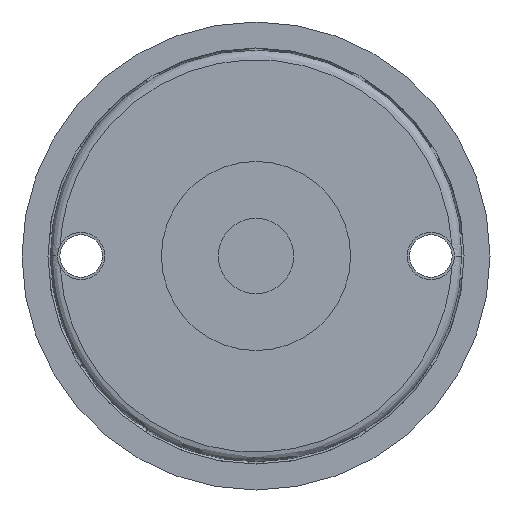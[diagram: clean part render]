
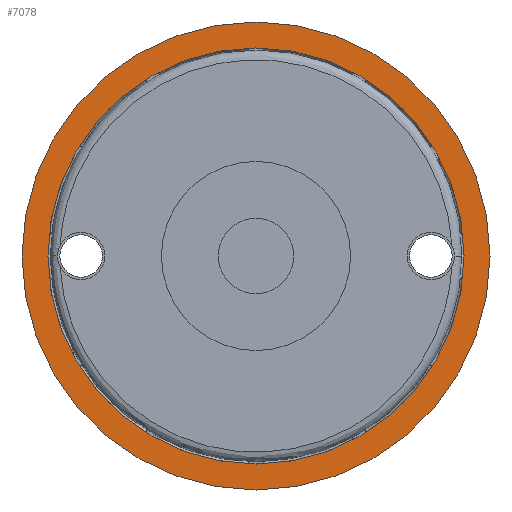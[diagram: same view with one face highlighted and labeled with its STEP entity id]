
A CAD part, front view. The second image highlights one B-rep face of the part: STEP entity #7078.
In plain terms, the highlighted planar face has unit normal (0, -1, 0).
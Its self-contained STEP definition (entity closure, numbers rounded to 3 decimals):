
#768 = CIRCLE ( 'NONE', #3714, 44. ) ;
#1141 = CARTESIAN_POINT ( 'NONE',  ( 0., 0., 0. ) ) ;
#1990 = EDGE_CURVE ( 'NONE', #5378, #13096, #768, .T. ) ;
#2139 = AXIS2_PLACEMENT_3D ( 'NONE', #2730, #10171, #3821 ) ;
#2251 = EDGE_CURVE ( 'NONE', #13096, #5378, #11202, .T. ) ;
#2468 = VERTEX_POINT ( 'NONE', #4524 ) ;
#2690 = CARTESIAN_POINT ( 'NONE',  ( 0., 0., 0. ) ) ;
#2730 = CARTESIAN_POINT ( 'NONE',  ( -44., 0., 0. ) ) ;
#3047 = CARTESIAN_POINT ( 'NONE',  ( 44., 0., 0. ) ) ;
#3125 = AXIS2_PLACEMENT_3D ( 'NONE', #12226, #5996, #13287 ) ;
#3666 = EDGE_LOOP ( 'NONE', ( #12471, #6456 ) ) ;
#3712 = CIRCLE ( 'NONE', #10493, 49.5 ) ;
#3714 = AXIS2_PLACEMENT_3D ( 'NONE', #1141, #12815, #5576 ) ;
#3773 = DIRECTION ( 'NONE',  ( 1., 0., 0. ) ) ;
#3821 = DIRECTION ( 'NONE',  ( 1., 0., 0. ) ) ;
#4524 = CARTESIAN_POINT ( 'NONE',  ( 49.5, 0., 0. ) ) ;
#4883 = PLANE ( 'NONE',  #2139 ) ;
#5378 = VERTEX_POINT ( 'NONE', #8674 ) ;
#5382 = DIRECTION ( 'NONE',  ( -1., 0., 0. ) ) ;
#5576 = DIRECTION ( 'NONE',  ( -1., 0., 0. ) ) ;
#5996 = DIRECTION ( 'NONE',  ( 0., 1., 0. ) ) ;
#6105 = CARTESIAN_POINT ( 'NONE',  ( -49.5, 0., 0. ) ) ;
#6394 = DIRECTION ( 'NONE',  ( 0., 1., 0. ) ) ;
#6447 = CARTESIAN_POINT ( 'NONE',  ( 0., 0., 0. ) ) ;
#6456 = ORIENTED_EDGE ( 'NONE', *, *, #10005, .F. ) ;
#6505 = VERTEX_POINT ( 'NONE', #6105 ) ;
#7078 = ADVANCED_FACE ( 'NONE', ( #12134, #11806 ), #4883, .T. ) ;
#8674 = CARTESIAN_POINT ( 'NONE',  ( -44., 0., 0. ) ) ;
#10005 = EDGE_CURVE ( 'NONE', #6505, #2468, #12329, .T. ) ;
#10115 = DIRECTION ( 'NONE',  ( 0., 1., 0. ) ) ;
#10171 = DIRECTION ( 'NONE',  ( 0., -1., 0. ) ) ;
#10493 = AXIS2_PLACEMENT_3D ( 'NONE', #2690, #10115, #3773 ) ;
#11202 = CIRCLE ( 'NONE', #12784, 44. ) ;
#11275 = EDGE_LOOP ( 'NONE', ( #11819, #12281 ) ) ;
#11768 = EDGE_CURVE ( 'NONE', #2468, #6505, #3712, .T. ) ;
#11806 = FACE_BOUND ( 'NONE', #11275, .T. ) ;
#11819 = ORIENTED_EDGE ( 'NONE', *, *, #1990, .T. ) ;
#12134 = FACE_OUTER_BOUND ( 'NONE', #3666, .T. ) ;
#12226 = CARTESIAN_POINT ( 'NONE',  ( 0., 0., 0. ) ) ;
#12281 = ORIENTED_EDGE ( 'NONE', *, *, #2251, .T. ) ;
#12329 = CIRCLE ( 'NONE', #3125, 49.5 ) ;
#12471 = ORIENTED_EDGE ( 'NONE', *, *, #11768, .F. ) ;
#12784 = AXIS2_PLACEMENT_3D ( 'NONE', #6447, #6394, #5382 ) ;
#12815 = DIRECTION ( 'NONE',  ( 0., 1., 0. ) ) ;
#13096 = VERTEX_POINT ( 'NONE', #3047 ) ;
#13287 = DIRECTION ( 'NONE',  ( 1., 0., 0. ) ) ;
